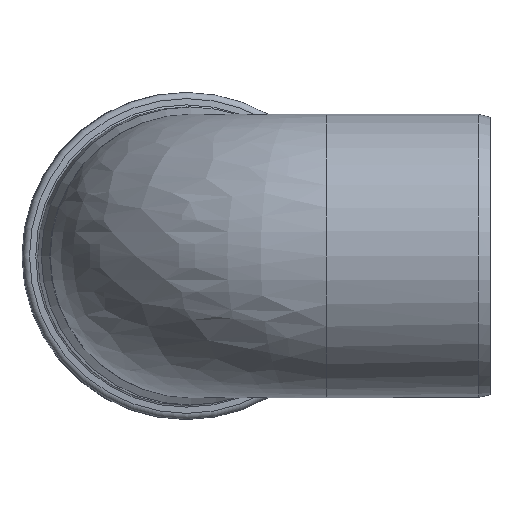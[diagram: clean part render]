
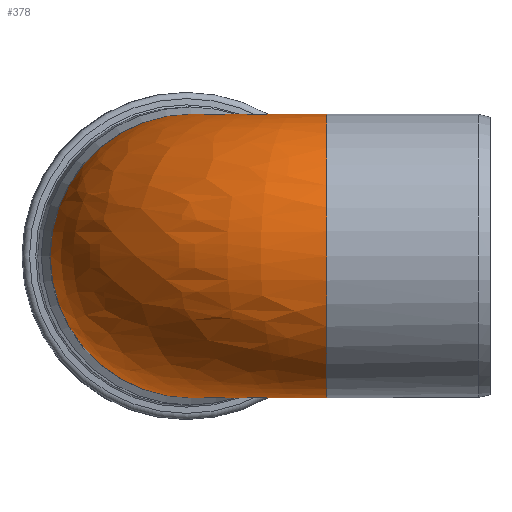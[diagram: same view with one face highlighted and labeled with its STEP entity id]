
A CAD part, left-side view. The second image highlights one B-rep face of the part: STEP entity #378.
In plain terms, the highlighted free-form (B-spline) face has degree [2, 2] with [9, 3] control points.
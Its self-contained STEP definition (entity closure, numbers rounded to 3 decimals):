
#40=(
BOUNDED_SURFACE()
B_SPLINE_SURFACE(2,2,((#691,#692,#693),(#694,#695,#696),(#697,#698,#699),
(#700,#701,#702),(#703,#704,#705),(#706,#707,#708),(#709,#710,#711),(#712,
#713,#714),(#715,#716,#717)),.UNSPECIFIED.,.F.,.F.,.F.)
B_SPLINE_SURFACE_WITH_KNOTS((3,2,2,2,3),(3,3),(-2.782,-1.391,
0.,1.391,2.782),(0.,1.527),
 .UNSPECIFIED.)
GEOMETRIC_REPRESENTATION_ITEM()
RATIONAL_B_SPLINE_SURFACE(((1.,0.722,1.),(0.768,
0.555,0.768),(1.,0.722,1.),(0.768,
0.555,0.768),(1.,0.722,1.),(0.768,
0.555,0.768),(1.,0.722,1.),(0.768,
0.555,0.768),(1.,0.722,1.)))
REPRESENTATION_ITEM('')
SURFACE()
);
#45=B_SPLINE_CURVE_WITH_KNOTS('',3,(#655,#656,#657,#658,#659,#660,#661,
#662,#663,#664,#665,#666,#667,#668,#669,#670),.UNSPECIFIED.,.F.,.F.,(4,
3,3,3,3,4),(0.,0.039,0.077,0.081,
0.109,0.141),.UNSPECIFIED.);
#46=B_SPLINE_CURVE_WITH_KNOTS('',3,(#674,#675,#676,#677,#678,#679,#680,
#681,#682,#683,#684,#685,#686,#687,#688,#689),.UNSPECIFIED.,.F.,.F.,(4,
3,3,3,3,4),(0.,0.032,0.06,
0.064,0.102,0.141),.UNSPECIFIED.);
#82=FACE_OUTER_BOUND('',#118,.T.);
#118=EDGE_LOOP('',(#297,#298,#299,#300));
#184=CIRCLE('',#418,62.6);
#185=CIRCLE('',#419,62.6);
#218=VERTEX_POINT('',#653);
#219=VERTEX_POINT('',#654);
#220=VERTEX_POINT('',#671);
#221=VERTEX_POINT('',#673);
#254=EDGE_CURVE('',#218,#219,#45,.T.);
#256=EDGE_CURVE('',#221,#220,#46,.T.);
#258=EDGE_CURVE('',#220,#218,#184,.T.);
#259=EDGE_CURVE('',#221,#219,#185,.T.);
#297=ORIENTED_EDGE('',*,*,#256,.T.);
#298=ORIENTED_EDGE('',*,*,#258,.T.);
#299=ORIENTED_EDGE('',*,*,#254,.T.);
#300=ORIENTED_EDGE('',*,*,#259,.F.);
#378=ADVANCED_FACE('',(#82),#40,.F.);
#418=AXIS2_PLACEMENT_3D('',#718,#494,#495);
#419=AXIS2_PLACEMENT_3D('',#719,#496,#497);
#494=DIRECTION('center_axis',(0.,1.,0.));
#495=DIRECTION('ref_axis',(1.,0.,0.));
#496=DIRECTION('center_axis',(0.999,0.044,0.));
#497=DIRECTION('ref_axis',(0.044,-0.999,0.));
#653=CARTESIAN_POINT('',(58.564,72.041,22.113));
#654=CARTESIAN_POINT('',(59.459,72.976,22.113));
#655=CARTESIAN_POINT('Ctrl Pts',(58.564,72.041,22.113));
#656=CARTESIAN_POINT('Ctrl Pts',(58.572,72.172,22.092));
#657=CARTESIAN_POINT('Ctrl Pts',(58.606,72.299,22.078));
#658=CARTESIAN_POINT('Ctrl Pts',(58.664,72.418,22.068));
#659=CARTESIAN_POINT('Ctrl Pts',(58.719,72.532,22.059));
#660=CARTESIAN_POINT('Ctrl Pts',(58.795,72.635,22.055));
#661=CARTESIAN_POINT('Ctrl Pts',(58.888,72.721,22.057));
#662=CARTESIAN_POINT('Ctrl Pts',(58.896,72.728,22.057));
#663=CARTESIAN_POINT('Ctrl Pts',(58.904,72.735,22.057));
#664=CARTESIAN_POINT('Ctrl Pts',(58.913,72.742,22.057));
#665=CARTESIAN_POINT('Ctrl Pts',(58.984,72.804,22.059));
#666=CARTESIAN_POINT('Ctrl Pts',(59.065,72.854,22.065));
#667=CARTESIAN_POINT('Ctrl Pts',(59.151,72.893,22.073));
#668=CARTESIAN_POINT('Ctrl Pts',(59.249,72.937,22.083));
#669=CARTESIAN_POINT('Ctrl Pts',(59.353,72.965,22.096));
#670=CARTESIAN_POINT('Ctrl Pts',(59.459,72.976,22.113));
#671=CARTESIAN_POINT('',(58.564,72.041,-22.113));
#673=CARTESIAN_POINT('',(59.459,72.976,-22.113));
#674=CARTESIAN_POINT('Ctrl Pts',(59.459,72.976,-22.113));
#675=CARTESIAN_POINT('Ctrl Pts',(59.353,72.965,-22.096));
#676=CARTESIAN_POINT('Ctrl Pts',(59.249,72.937,-22.083));
#677=CARTESIAN_POINT('Ctrl Pts',(59.151,72.893,-22.073));
#678=CARTESIAN_POINT('Ctrl Pts',(59.065,72.854,-22.065));
#679=CARTESIAN_POINT('Ctrl Pts',(58.984,72.804,-22.059));
#680=CARTESIAN_POINT('Ctrl Pts',(58.913,72.742,-22.057));
#681=CARTESIAN_POINT('Ctrl Pts',(58.904,72.735,-22.057));
#682=CARTESIAN_POINT('Ctrl Pts',(58.896,72.728,-22.057));
#683=CARTESIAN_POINT('Ctrl Pts',(58.888,72.721,-22.057));
#684=CARTESIAN_POINT('Ctrl Pts',(58.795,72.635,-22.055));
#685=CARTESIAN_POINT('Ctrl Pts',(58.719,72.532,-22.059));
#686=CARTESIAN_POINT('Ctrl Pts',(58.664,72.418,-22.068));
#687=CARTESIAN_POINT('Ctrl Pts',(58.606,72.299,-22.078));
#688=CARTESIAN_POINT('Ctrl Pts',(58.572,72.172,-22.092));
#689=CARTESIAN_POINT('Ctrl Pts',(58.564,72.041,-22.113));
#691=CARTESIAN_POINT('Ctrl Pts',(58.586,72.041,22.054));
#692=CARTESIAN_POINT('Ctrl Pts',(58.586,72.916,22.054));
#693=CARTESIAN_POINT('Ctrl Pts',(59.46,72.954,22.054));
#694=CARTESIAN_POINT('Ctrl Pts',(40.183,72.041,70.941));
#695=CARTESIAN_POINT('Ctrl Pts',(40.183,90.533,70.941));
#696=CARTESIAN_POINT('Ctrl Pts',(58.657,91.339,70.941));
#697=CARTESIAN_POINT('Ctrl Pts',(-11.208,72.041,61.588));
#698=CARTESIAN_POINT('Ctrl Pts',(-11.208,139.73,61.588));
#699=CARTESIAN_POINT('Ctrl Pts',(56.416,142.682,61.588));
#700=CARTESIAN_POINT('Ctrl Pts',(-62.6,72.041,52.236));
#701=CARTESIAN_POINT('Ctrl Pts',(-62.6,188.926,52.236));
#702=CARTESIAN_POINT('Ctrl Pts',(54.174,194.025,52.236));
#703=CARTESIAN_POINT('Ctrl Pts',(-62.6,72.041,0.));
#704=CARTESIAN_POINT('Ctrl Pts',(-62.6,188.926,0.));
#705=CARTESIAN_POINT('Ctrl Pts',(54.174,194.025,0.));
#706=CARTESIAN_POINT('Ctrl Pts',(-62.6,72.041,-52.236));
#707=CARTESIAN_POINT('Ctrl Pts',(-62.6,188.926,-52.236));
#708=CARTESIAN_POINT('Ctrl Pts',(54.174,194.025,-52.236));
#709=CARTESIAN_POINT('Ctrl Pts',(-11.208,72.041,-61.588));
#710=CARTESIAN_POINT('Ctrl Pts',(-11.208,139.73,-61.588));
#711=CARTESIAN_POINT('Ctrl Pts',(56.416,142.682,-61.588));
#712=CARTESIAN_POINT('Ctrl Pts',(40.183,72.041,-70.941));
#713=CARTESIAN_POINT('Ctrl Pts',(40.183,90.533,-70.941));
#714=CARTESIAN_POINT('Ctrl Pts',(58.657,91.339,-70.941));
#715=CARTESIAN_POINT('Ctrl Pts',(58.586,72.041,-22.054));
#716=CARTESIAN_POINT('Ctrl Pts',(58.586,72.916,-22.054));
#717=CARTESIAN_POINT('Ctrl Pts',(59.46,72.954,-22.054));
#718=CARTESIAN_POINT('Origin',(0.,72.041,0.));
#719=CARTESIAN_POINT('Origin',(56.905,131.485,0.));
